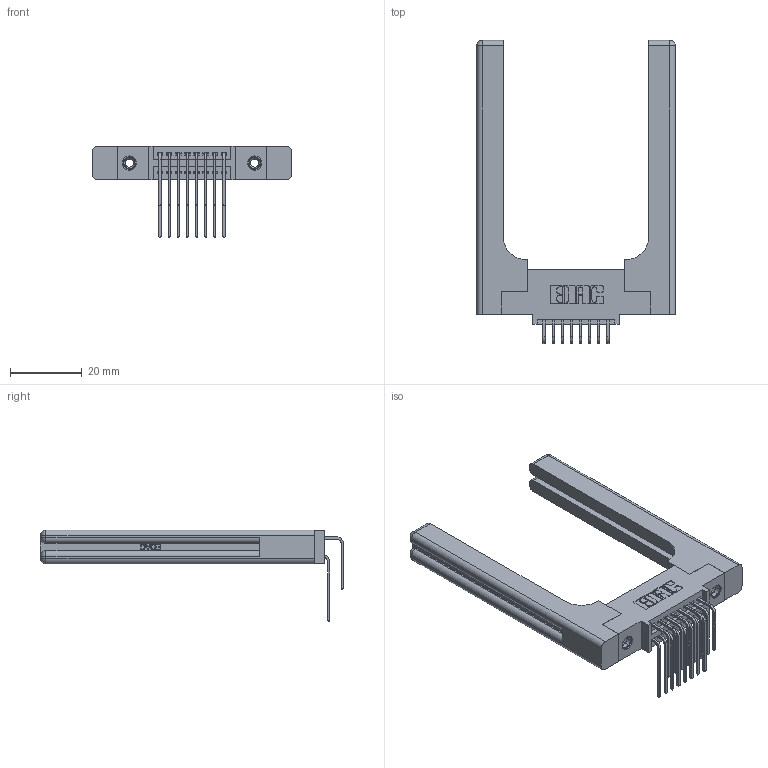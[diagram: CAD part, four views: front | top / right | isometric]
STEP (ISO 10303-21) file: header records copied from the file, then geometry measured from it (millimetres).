
FILE_DESCRIPTION (( 'STEP AP203' ), '1' );
FILE_NAME ('395-016-559-558.STEP', '2019-10-15T18:56:26', ( '' ), ( '' ), 'SwSTEP 2.0', 'SolidWorks 2016', '' );
FILE_SCHEMA (( 'CONFIG_CONTROL_DESIGN' ));
Length unit declared in the file: inch
Products named in the file (6): 345-292-001_559 Tail - 2; 345-250-001_345-250-001-102; 345-220-058_345-220-058; 395-016-559-558; 345 Part_0.110 Offset - 0.156 Dia-TH; 345-292-001_558 559 Tail - 1
Assembly tree (21 placements, depth 2):
  395-016-559-558
    345 Part_0.110 Offset - 0.156 Dia-TH
    345-292-001_558 559 Tail - 1  x8
    345-292-001_559 Tail - 2  x8
    345-250-001_345-250-001-102  x2
    345-220-058_345-220-058  x2
Bounding box: 55.35 x 84.32 x 25.53 mm (x, y, z)
Volume: 13554.9 mm3; surface area: 12436 mm2
Topology: 21 solids, 21 shells, 1218 faces, 3499 edges, 2290 vertices
Faces by surface type: plane 792, cylinder 366, bspline 36, cone 12, sphere 8, torus 4
Entity records: 17820 total; most frequent: CARTESIAN_POINT 4060, ORIENTED_EDGE 2740, DIRECTION 2526, EDGE_CURVE 1370, VECTOR 1074, LINE 1074, VERTEX_POINT 902, AXIS2_PLACEMENT_3D 726
